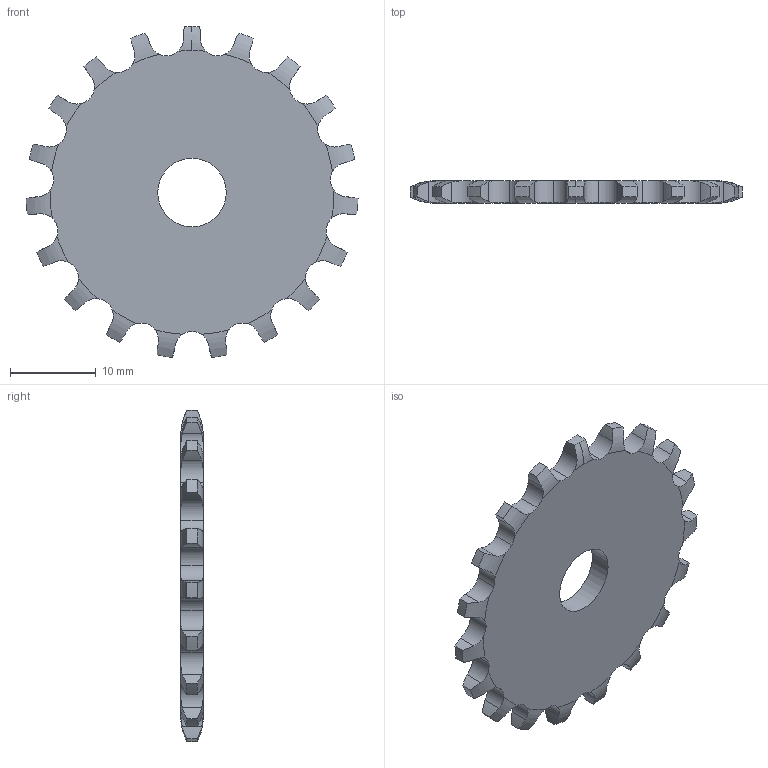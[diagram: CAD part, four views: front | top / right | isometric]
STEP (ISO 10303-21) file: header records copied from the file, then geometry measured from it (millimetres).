
FILE_DESCRIPTION(('FreeCAD Model'),'2;1');
FILE_NAME('Open CASCADE Shape Model','2022-01-09T08:26:05',('FreeCAD'),( 'FreeCAD'),'Open CASCADE STEP processor 7.4','FreeCAD','Unknown');
FILE_SCHEMA(('AUTOMOTIVE_DESIGN { 1 0 10303 214 1 1 1 1 }'));
Length unit declared in the file: millimetre
Products named in the file (1): Open CASCADE STEP translator 7.4 12
Bounding box: 38.77 x 2.6 x 38.66 mm (x, y, z)
Volume: 2342.8 mm3; surface area: 2321.1 mm2
Topology: 1 solids, 1 shells, 138 faces, 408 edges, 272 vertices
Faces by surface type: cylinder 96, revolution 40, plane 2
Full cylindrical faces by diameter (mm): 8 x1
Entity records: 15346 total; most frequent: CARTESIAN_POINT 7963, DIRECTION 1186, ORIENTED_EDGE 816, PCURVE 816, DEFINITIONAL_REPRESENTATION 816, LINE 490, VECTOR 490, B_SPLINE_CURVE_WITH_KNOTS 456
